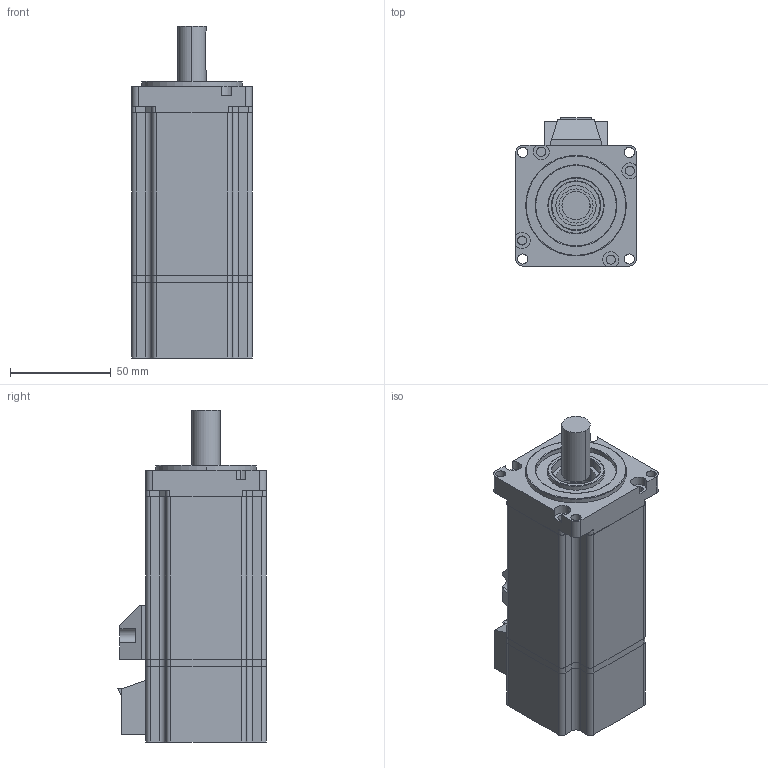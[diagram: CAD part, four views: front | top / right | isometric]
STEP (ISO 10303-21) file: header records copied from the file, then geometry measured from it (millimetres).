
FILE_DESCRIPTION (( 'STEP AP203' ), '1' );
FILE_NAME ('60-01330.STEP', '2017-06-15T12:06:44', ( '' ), ( '' ), 'SwSTEP 2.0', 'SolidWorks 2014', '' );
FILE_SCHEMA (( 'CONFIG_CONTROL_DESIGN' ));
Length unit declared in the file: millimetre
Products named in the file (8): 60晤鎢ん裔啣; 萇儂裔啣; 60粣; 60-01330; 60ヶ裔; 60 1.3籟隅赽; 60綴裔; 60晤鎢ん
Assembly tree (7 placements, depth 2):
  60-01330
    60 1.3籟隅赽
    60ヶ裔
    60綴裔
    60粣
    萇儂裔啣
    60晤鎢ん
    60晤鎢ん裔啣
Bounding box: 60 x 74 x 165 mm (x, y, z)
Volume: 250796.5 mm3; surface area: 80841.9 mm2
Topology: 7 solids, 7 shells, 279 faces, 728 edges, 480 vertices
Faces by surface type: cylinder 153, plane 114, torus 8, cone 2, bspline 2
Entity records: 9688 total; most frequent: DIRECTION 1618, CARTESIAN_POINT 1563, ORIENTED_EDGE 1456, EDGE_CURVE 728, AXIS2_PLACEMENT_3D 609, VERTEX_POINT 480, LINE 400, VECTOR 400
